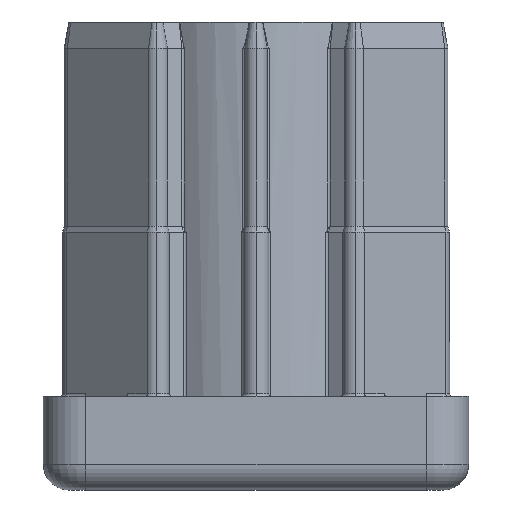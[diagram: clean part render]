
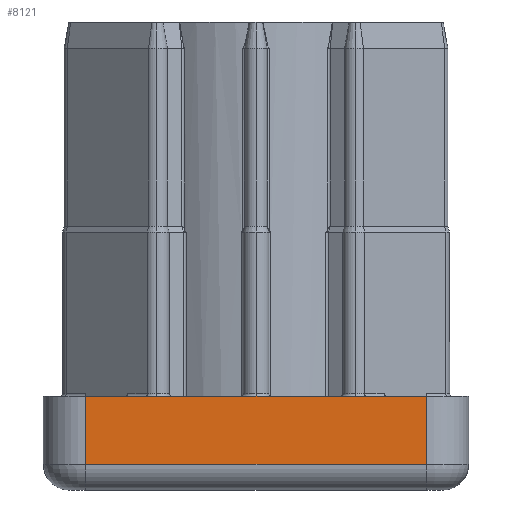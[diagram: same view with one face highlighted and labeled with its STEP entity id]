
A CAD part, left-side view. The second image highlights one B-rep face of the part: STEP entity #8121.
In plain terms, the highlighted planar face has unit normal (-1, 0, 0).
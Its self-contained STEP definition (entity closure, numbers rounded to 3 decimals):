
#157 = CARTESIAN_POINT ( 'NONE',  ( -25., -20., 11. ) ) ;
#959 = VECTOR ( 'NONE', #5068, 1000. ) ;
#1112 = FACE_OUTER_BOUND ( 'NONE', #15167, .T. ) ;
#1537 = DIRECTION ( 'NONE',  ( 0., -1., 0. ) ) ;
#1923 = VERTEX_POINT ( 'NONE', #11045 ) ;
#2780 = ORIENTED_EDGE ( 'NONE', *, *, #12706, .T. ) ;
#3352 = PLANE ( 'NONE',  #5156 ) ;
#4486 = VERTEX_POINT ( 'NONE', #6800 ) ;
#4517 = VECTOR ( 'NONE', #1537, 1000. ) ;
#5062 = VECTOR ( 'NONE', #8695, 1000. ) ;
#5068 = DIRECTION ( 'NONE',  ( 0., -1., 0. ) ) ;
#5156 = AXIS2_PLACEMENT_3D ( 'NONE', #5864, #7163, #15522 ) ;
#5440 = EDGE_CURVE ( 'NONE', #4486, #6828, #7893, .T. ) ;
#5461 = LINE ( 'NONE', #9871, #5062 ) ;
#5864 = CARTESIAN_POINT ( 'NONE',  ( -25., -25., 11. ) ) ;
#6447 = ORIENTED_EDGE ( 'NONE', *, *, #5440, .F. ) ;
#6800 = CARTESIAN_POINT ( 'NONE',  ( -25., 20., 11. ) ) ;
#6828 = VERTEX_POINT ( 'NONE', #7379 ) ;
#6848 = VECTOR ( 'NONE', #8903, 1000. ) ;
#7163 = DIRECTION ( 'NONE',  ( 1., 0., 0. ) ) ;
#7246 = LINE ( 'NONE', #157, #6848 ) ;
#7379 = CARTESIAN_POINT ( 'NONE',  ( -25., -20., 11. ) ) ;
#7517 = VERTEX_POINT ( 'NONE', #11782 ) ;
#7630 = CARTESIAN_POINT ( 'NONE',  ( -25., -20., 3. ) ) ;
#7893 = LINE ( 'NONE', #12540, #4517 ) ;
#8121 = ADVANCED_FACE ( 'NONE', ( #1112 ), #3352, .F. ) ;
#8695 = DIRECTION ( 'NONE',  ( 0., 0., -1. ) ) ;
#8903 = DIRECTION ( 'NONE',  ( 0., 0., 1. ) ) ;
#9871 = CARTESIAN_POINT ( 'NONE',  ( -25., 20., 11. ) ) ;
#11045 = CARTESIAN_POINT ( 'NONE',  ( -25., -20., 3. ) ) ;
#11782 = CARTESIAN_POINT ( 'NONE',  ( -25., 20., 3. ) ) ;
#12540 = CARTESIAN_POINT ( 'NONE',  ( -25., -25., 11. ) ) ;
#12706 = EDGE_CURVE ( 'NONE', #4486, #7517, #5461, .T. ) ;
#12773 = EDGE_CURVE ( 'NONE', #7517, #1923, #13590, .T. ) ;
#12806 = EDGE_CURVE ( 'NONE', #1923, #6828, #7246, .T. ) ;
#13590 = LINE ( 'NONE', #7630, #959 ) ;
#14256 = ORIENTED_EDGE ( 'NONE', *, *, #12773, .T. ) ;
#15167 = EDGE_LOOP ( 'NONE', ( #2780, #14256, #15720, #6447 ) ) ;
#15522 = DIRECTION ( 'NONE',  ( 0., 0., -1. ) ) ;
#15720 = ORIENTED_EDGE ( 'NONE', *, *, #12806, .T. ) ;
